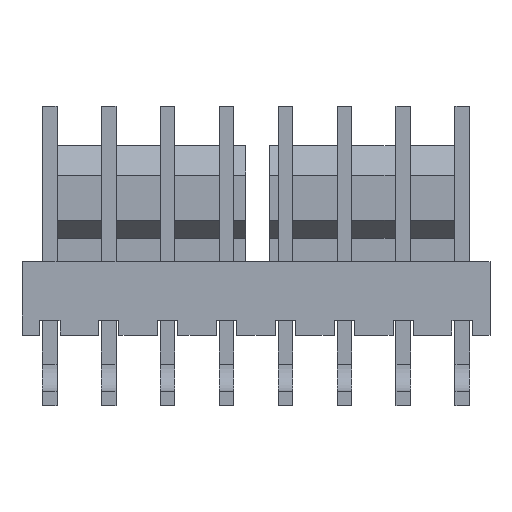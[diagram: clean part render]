
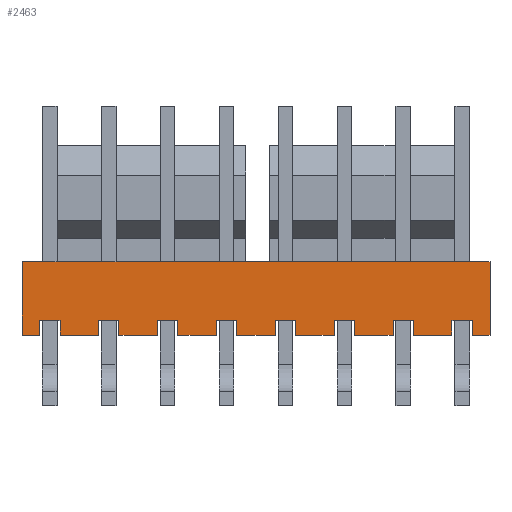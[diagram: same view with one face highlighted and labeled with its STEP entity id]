
A CAD part, top view. The second image highlights one B-rep face of the part: STEP entity #2463.
In plain terms, the highlighted planar face has unit normal (0, 0, 1).
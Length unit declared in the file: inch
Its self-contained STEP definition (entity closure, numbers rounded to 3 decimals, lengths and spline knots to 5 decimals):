
#1=DIRECTION('',(0.,-1.,0.));
#2=VECTOR('',#1,0.125);
#3=CARTESIAN_POINT('',(-0.397,0.0625,0.125));
#4=LINE('',#3,#2);
#17=DIRECTION('',(0.,1.,0.));
#18=VECTOR('',#17,0.025);
#19=CARTESIAN_POINT('',(0.3325,-0.0625,0.125));
#20=LINE('',#19,#18);
#21=DIRECTION('',(0.,1.,0.));
#22=VECTOR('',#21,0.025);
#23=CARTESIAN_POINT('',(0.2675,-0.0625,0.125));
#24=LINE('',#23,#22);
#25=DIRECTION('',(-1.,0.,0.));
#26=VECTOR('',#25,0.035);
#27=CARTESIAN_POINT('',(0.2675,-0.0375,0.125));
#28=LINE('',#27,#26);
#29=DIRECTION('',(0.,1.,0.));
#30=VECTOR('',#29,0.025);
#31=CARTESIAN_POINT('',(0.2325,-0.0625,0.125));
#32=LINE('',#31,#30);
#33=DIRECTION('',(0.,1.,0.));
#34=VECTOR('',#33,0.025);
#35=CARTESIAN_POINT('',(0.1675,-0.0625,0.125));
#36=LINE('',#35,#34);
#37=DIRECTION('',(-1.,0.,0.));
#38=VECTOR('',#37,0.035);
#39=CARTESIAN_POINT('',(0.1675,-0.0375,0.125));
#40=LINE('',#39,#38);
#41=DIRECTION('',(0.,1.,0.));
#42=VECTOR('',#41,0.025);
#43=CARTESIAN_POINT('',(0.1325,-0.0625,0.125));
#44=LINE('',#43,#42);
#45=DIRECTION('',(0.,1.,0.));
#46=VECTOR('',#45,0.025);
#47=CARTESIAN_POINT('',(0.0675,-0.0625,0.125));
#48=LINE('',#47,#46);
#49=DIRECTION('',(-1.,0.,0.));
#50=VECTOR('',#49,0.035);
#51=CARTESIAN_POINT('',(0.0675,-0.0375,0.125));
#52=LINE('',#51,#50);
#53=DIRECTION('',(0.,1.,0.));
#54=VECTOR('',#53,0.025);
#55=CARTESIAN_POINT('',(0.0325,-0.0625,0.125));
#56=LINE('',#55,#54);
#57=DIRECTION('',(0.,1.,0.));
#58=VECTOR('',#57,0.025);
#59=CARTESIAN_POINT('',(-0.0325,-0.0625,0.125));
#60=LINE('',#59,#58);
#61=DIRECTION('',(-1.,0.,0.));
#62=VECTOR('',#61,0.035);
#63=CARTESIAN_POINT('',(-0.0325,-0.0375,0.125));
#64=LINE('',#63,#62);
#65=DIRECTION('',(0.,1.,0.));
#66=VECTOR('',#65,0.025);
#67=CARTESIAN_POINT('',(-0.0675,-0.0625,0.125));
#68=LINE('',#67,#66);
#69=DIRECTION('',(0.,1.,0.));
#70=VECTOR('',#69,0.025);
#71=CARTESIAN_POINT('',(-0.1325,-0.0625,0.125));
#72=LINE('',#71,#70);
#73=DIRECTION('',(-1.,0.,0.));
#74=VECTOR('',#73,0.035);
#75=CARTESIAN_POINT('',(-0.1325,-0.0375,0.125));
#76=LINE('',#75,#74);
#77=DIRECTION('',(0.,1.,0.));
#78=VECTOR('',#77,0.025);
#79=CARTESIAN_POINT('',(-0.1675,-0.0625,0.125));
#80=LINE('',#79,#78);
#81=DIRECTION('',(0.,1.,0.));
#82=VECTOR('',#81,0.025);
#83=CARTESIAN_POINT('',(-0.2325,-0.0625,0.125));
#84=LINE('',#83,#82);
#85=DIRECTION('',(-1.,0.,0.));
#86=VECTOR('',#85,0.035);
#87=CARTESIAN_POINT('',(-0.2325,-0.0375,0.125));
#88=LINE('',#87,#86);
#89=DIRECTION('',(0.,1.,0.));
#90=VECTOR('',#89,0.025);
#91=CARTESIAN_POINT('',(-0.2675,-0.0625,0.125));
#92=LINE('',#91,#90);
#93=DIRECTION('',(0.,1.,0.));
#94=VECTOR('',#93,0.025);
#95=CARTESIAN_POINT('',(-0.3325,-0.0625,0.125));
#96=LINE('',#95,#94);
#97=DIRECTION('',(-1.,0.,0.));
#98=VECTOR('',#97,0.035);
#99=CARTESIAN_POINT('',(-0.3325,-0.0375,0.125));
#100=LINE('',#99,#98);
#101=DIRECTION('',(0.,1.,0.));
#102=VECTOR('',#101,0.025);
#103=CARTESIAN_POINT('',(-0.3675,-0.0625,0.125));
#104=LINE('',#103,#102);
#105=DIRECTION('',(1.,0.,0.));
#106=VECTOR('',#105,0.794);
#107=CARTESIAN_POINT('',(-0.397,0.0625,0.125));
#108=LINE('',#107,#106);
#109=DIRECTION('',(0.,1.,0.));
#110=VECTOR('',#109,0.025);
#111=CARTESIAN_POINT('',(0.3675,-0.0625,0.125));
#112=LINE('',#111,#110);
#113=DIRECTION('',(-1.,0.,0.));
#114=VECTOR('',#113,0.035);
#115=CARTESIAN_POINT('',(0.3675,-0.0375,0.125));
#116=LINE('',#115,#114);
#125=DIRECTION('',(1.,0.,0.));
#126=VECTOR('',#125,0.0295);
#127=CARTESIAN_POINT('',(-0.397,-0.0625,0.125));
#128=LINE('',#127,#126);
#137=DIRECTION('',(1.,0.,0.));
#138=VECTOR('',#137,0.065);
#139=CARTESIAN_POINT('',(-0.3325,-0.0625,0.125));
#140=LINE('',#139,#138);
#149=DIRECTION('',(1.,0.,0.));
#150=VECTOR('',#149,0.065);
#151=CARTESIAN_POINT('',(-0.2325,-0.0625,0.125));
#152=LINE('',#151,#150);
#161=DIRECTION('',(1.,0.,0.));
#162=VECTOR('',#161,0.065);
#163=CARTESIAN_POINT('',(-0.1325,-0.0625,0.125));
#164=LINE('',#163,#162);
#173=DIRECTION('',(1.,0.,0.));
#174=VECTOR('',#173,0.065);
#175=CARTESIAN_POINT('',(-0.0325,-0.0625,0.125));
#176=LINE('',#175,#174);
#185=DIRECTION('',(1.,0.,0.));
#186=VECTOR('',#185,0.065);
#187=CARTESIAN_POINT('',(0.0675,-0.0625,0.125));
#188=LINE('',#187,#186);
#197=DIRECTION('',(1.,0.,0.));
#198=VECTOR('',#197,0.065);
#199=CARTESIAN_POINT('',(0.1675,-0.0625,0.125));
#200=LINE('',#199,#198);
#209=DIRECTION('',(1.,0.,0.));
#210=VECTOR('',#209,0.065);
#211=CARTESIAN_POINT('',(0.2675,-0.0625,0.125));
#212=LINE('',#211,#210);
#217=DIRECTION('',(1.,0.,0.));
#218=VECTOR('',#217,0.0295);
#219=CARTESIAN_POINT('',(0.3675,-0.0625,0.125));
#220=LINE('',#219,#218);
#1769=DIRECTION('',(0.,-1.,0.));
#1770=VECTOR('',#1769,0.125);
#1771=CARTESIAN_POINT('',(0.397,0.0625,0.125));
#1772=LINE('',#1771,#1770);
#1785=CARTESIAN_POINT('',(-0.397,0.0625,0.125));
#1786=CARTESIAN_POINT('',(-0.397,-0.0625,0.125));
#1787=VERTEX_POINT('',#1785);
#1788=VERTEX_POINT('',#1786);
#1793=CARTESIAN_POINT('',(0.397,0.0625,0.125));
#1794=CARTESIAN_POINT('',(0.397,-0.0625,0.125));
#1795=VERTEX_POINT('',#1793);
#1796=VERTEX_POINT('',#1794);
#1861=CARTESIAN_POINT('',(-0.3675,-0.0625,0.125));
#1863=VERTEX_POINT('',#1861);
#1865=CARTESIAN_POINT('',(-0.3325,-0.0625,0.125));
#1867=VERTEX_POINT('',#1865);
#1873=CARTESIAN_POINT('',(-0.3675,-0.0375,0.125));
#1874=VERTEX_POINT('',#1873);
#1875=CARTESIAN_POINT('',(-0.3325,-0.0375,0.125));
#1876=VERTEX_POINT('',#1875);
#1877=CARTESIAN_POINT('',(-0.2675,-0.0625,0.125));
#1879=VERTEX_POINT('',#1877);
#1881=CARTESIAN_POINT('',(-0.2325,-0.0625,0.125));
#1883=VERTEX_POINT('',#1881);
#1889=CARTESIAN_POINT('',(-0.2675,-0.0375,0.125));
#1890=VERTEX_POINT('',#1889);
#1891=CARTESIAN_POINT('',(-0.2325,-0.0375,0.125));
#1892=VERTEX_POINT('',#1891);
#1893=CARTESIAN_POINT('',(-0.1675,-0.0625,0.125));
#1895=VERTEX_POINT('',#1893);
#1897=CARTESIAN_POINT('',(-0.1325,-0.0625,0.125));
#1899=VERTEX_POINT('',#1897);
#1905=CARTESIAN_POINT('',(-0.1675,-0.0375,0.125));
#1906=VERTEX_POINT('',#1905);
#1907=CARTESIAN_POINT('',(-0.1325,-0.0375,0.125));
#1908=VERTEX_POINT('',#1907);
#1909=CARTESIAN_POINT('',(-0.0675,-0.0625,0.125));
#1911=VERTEX_POINT('',#1909);
#1913=CARTESIAN_POINT('',(-0.0325,-0.0625,0.125));
#1915=VERTEX_POINT('',#1913);
#1921=CARTESIAN_POINT('',(-0.0675,-0.0375,0.125));
#1922=VERTEX_POINT('',#1921);
#1923=CARTESIAN_POINT('',(-0.0325,-0.0375,0.125));
#1924=VERTEX_POINT('',#1923);
#1925=CARTESIAN_POINT('',(0.0325,-0.0625,0.125));
#1927=VERTEX_POINT('',#1925);
#1929=CARTESIAN_POINT('',(0.0675,-0.0625,0.125));
#1931=VERTEX_POINT('',#1929);
#1937=CARTESIAN_POINT('',(0.0325,-0.0375,0.125));
#1938=VERTEX_POINT('',#1937);
#1939=CARTESIAN_POINT('',(0.0675,-0.0375,0.125));
#1940=VERTEX_POINT('',#1939);
#1941=CARTESIAN_POINT('',(0.1325,-0.0625,0.125));
#1943=VERTEX_POINT('',#1941);
#1945=CARTESIAN_POINT('',(0.1675,-0.0625,0.125));
#1947=VERTEX_POINT('',#1945);
#1953=CARTESIAN_POINT('',(0.1325,-0.0375,0.125));
#1954=VERTEX_POINT('',#1953);
#1955=CARTESIAN_POINT('',(0.1675,-0.0375,0.125));
#1956=VERTEX_POINT('',#1955);
#1957=CARTESIAN_POINT('',(0.2325,-0.0625,0.125));
#1959=VERTEX_POINT('',#1957);
#1961=CARTESIAN_POINT('',(0.2675,-0.0625,0.125));
#1963=VERTEX_POINT('',#1961);
#1969=CARTESIAN_POINT('',(0.2325,-0.0375,0.125));
#1970=VERTEX_POINT('',#1969);
#1971=CARTESIAN_POINT('',(0.2675,-0.0375,0.125));
#1972=VERTEX_POINT('',#1971);
#1973=CARTESIAN_POINT('',(0.3325,-0.0625,0.125));
#1975=VERTEX_POINT('',#1973);
#1977=CARTESIAN_POINT('',(0.3675,-0.0625,0.125));
#1979=VERTEX_POINT('',#1977);
#1985=CARTESIAN_POINT('',(0.3325,-0.0375,0.125));
#1986=VERTEX_POINT('',#1985);
#1987=CARTESIAN_POINT('',(0.3675,-0.0375,0.125));
#1988=VERTEX_POINT('',#1987);
#2385=CARTESIAN_POINT('',(-0.397,0.0625,0.125));
#2386=DIRECTION('',(0.,0.,1.));
#2387=DIRECTION('',(0.,-1.,0.));
#2388=AXIS2_PLACEMENT_3D('',#2385,#2386,#2387);
#2389=PLANE('',#2388);
#2391=ORIENTED_EDGE('',*,*,#2390,.F.);
#2393=ORIENTED_EDGE('',*,*,#2392,.F.);
#2395=ORIENTED_EDGE('',*,*,#2394,.T.);
#2397=ORIENTED_EDGE('',*,*,#2396,.T.);
#2399=ORIENTED_EDGE('',*,*,#2398,.F.);
#2401=ORIENTED_EDGE('',*,*,#2400,.F.);
#2403=ORIENTED_EDGE('',*,*,#2402,.T.);
#2405=ORIENTED_EDGE('',*,*,#2404,.T.);
#2407=ORIENTED_EDGE('',*,*,#2406,.F.);
#2409=ORIENTED_EDGE('',*,*,#2408,.F.);
#2411=ORIENTED_EDGE('',*,*,#2410,.T.);
#2413=ORIENTED_EDGE('',*,*,#2412,.T.);
#2415=ORIENTED_EDGE('',*,*,#2414,.F.);
#2417=ORIENTED_EDGE('',*,*,#2416,.F.);
#2419=ORIENTED_EDGE('',*,*,#2418,.T.);
#2421=ORIENTED_EDGE('',*,*,#2420,.T.);
#2423=ORIENTED_EDGE('',*,*,#2422,.F.);
#2425=ORIENTED_EDGE('',*,*,#2424,.F.);
#2427=ORIENTED_EDGE('',*,*,#2426,.T.);
#2429=ORIENTED_EDGE('',*,*,#2428,.T.);
#2431=ORIENTED_EDGE('',*,*,#2430,.F.);
#2433=ORIENTED_EDGE('',*,*,#2432,.F.);
#2435=ORIENTED_EDGE('',*,*,#2434,.T.);
#2437=ORIENTED_EDGE('',*,*,#2436,.T.);
#2439=ORIENTED_EDGE('',*,*,#2438,.F.);
#2441=ORIENTED_EDGE('',*,*,#2440,.F.);
#2443=ORIENTED_EDGE('',*,*,#2442,.T.);
#2445=ORIENTED_EDGE('',*,*,#2444,.T.);
#2447=ORIENTED_EDGE('',*,*,#2446,.F.);
#2449=ORIENTED_EDGE('',*,*,#2448,.F.);
#2450=ORIENTED_EDGE('',*,*,#2374,.F.);
#2452=ORIENTED_EDGE('',*,*,#2451,.T.);
#2454=ORIENTED_EDGE('',*,*,#2453,.T.);
#2456=ORIENTED_EDGE('',*,*,#2455,.F.);
#2458=ORIENTED_EDGE('',*,*,#2457,.T.);
#2460=ORIENTED_EDGE('',*,*,#2459,.T.);
#2461=EDGE_LOOP('',(#2391,#2393,#2395,#2397,#2399,#2401,#2403,#2405,#2407,#2409,
#2411,#2413,#2415,#2417,#2419,#2421,#2423,#2425,#2427,#2429,#2431,#2433,#2435,
#2437,#2439,#2441,#2443,#2445,#2447,#2449,#2450,#2452,#2454,#2456,#2458,#2460));
#2462=FACE_OUTER_BOUND('',#2461,.F.);
#2463=ADVANCED_FACE('',(#2462),#2389,.T.);
#2374=EDGE_CURVE('',#1787,#1788,#4,.T.);
#2390=EDGE_CURVE('',#1975,#1986,#20,.T.);
#2392=EDGE_CURVE('',#1963,#1975,#212,.T.);
#2394=EDGE_CURVE('',#1963,#1972,#24,.T.);
#2396=EDGE_CURVE('',#1972,#1970,#28,.T.);
#2398=EDGE_CURVE('',#1959,#1970,#32,.T.);
#2400=EDGE_CURVE('',#1947,#1959,#200,.T.);
#2402=EDGE_CURVE('',#1947,#1956,#36,.T.);
#2404=EDGE_CURVE('',#1956,#1954,#40,.T.);
#2406=EDGE_CURVE('',#1943,#1954,#44,.T.);
#2408=EDGE_CURVE('',#1931,#1943,#188,.T.);
#2410=EDGE_CURVE('',#1931,#1940,#48,.T.);
#2412=EDGE_CURVE('',#1940,#1938,#52,.T.);
#2414=EDGE_CURVE('',#1927,#1938,#56,.T.);
#2416=EDGE_CURVE('',#1915,#1927,#176,.T.);
#2418=EDGE_CURVE('',#1915,#1924,#60,.T.);
#2420=EDGE_CURVE('',#1924,#1922,#64,.T.);
#2422=EDGE_CURVE('',#1911,#1922,#68,.T.);
#2424=EDGE_CURVE('',#1899,#1911,#164,.T.);
#2426=EDGE_CURVE('',#1899,#1908,#72,.T.);
#2428=EDGE_CURVE('',#1908,#1906,#76,.T.);
#2430=EDGE_CURVE('',#1895,#1906,#80,.T.);
#2432=EDGE_CURVE('',#1883,#1895,#152,.T.);
#2434=EDGE_CURVE('',#1883,#1892,#84,.T.);
#2436=EDGE_CURVE('',#1892,#1890,#88,.T.);
#2438=EDGE_CURVE('',#1879,#1890,#92,.T.);
#2440=EDGE_CURVE('',#1867,#1879,#140,.T.);
#2442=EDGE_CURVE('',#1867,#1876,#96,.T.);
#2444=EDGE_CURVE('',#1876,#1874,#100,.T.);
#2446=EDGE_CURVE('',#1863,#1874,#104,.T.);
#2448=EDGE_CURVE('',#1788,#1863,#128,.T.);
#2451=EDGE_CURVE('',#1787,#1795,#108,.T.);
#2453=EDGE_CURVE('',#1795,#1796,#1772,.T.);
#2455=EDGE_CURVE('',#1979,#1796,#220,.T.);
#2457=EDGE_CURVE('',#1979,#1988,#112,.T.);
#2459=EDGE_CURVE('',#1988,#1986,#116,.T.);
